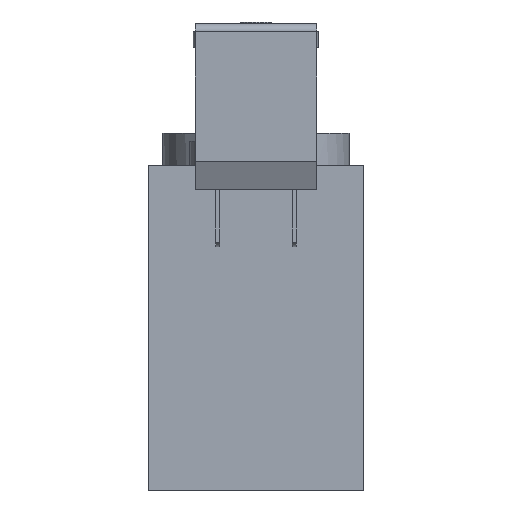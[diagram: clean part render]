
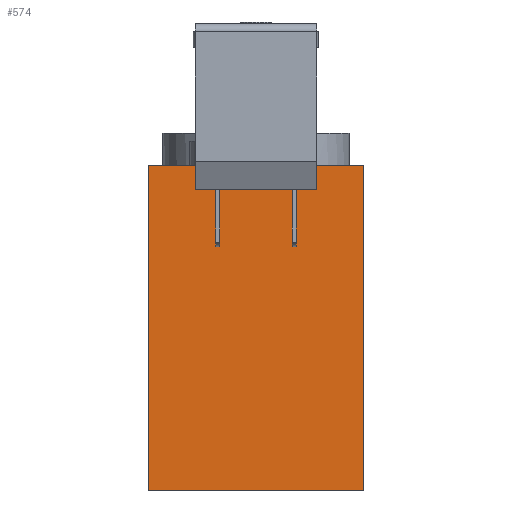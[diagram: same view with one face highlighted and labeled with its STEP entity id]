
A CAD part, left-side view. The second image highlights one B-rep face of the part: STEP entity #574.
In plain terms, the highlighted face is planar.
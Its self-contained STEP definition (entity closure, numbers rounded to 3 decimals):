
#273=CARTESIAN_POINT('',(61.5,20.5,7.5));
#274=VERTEX_POINT('',#273);
#291=CARTESIAN_POINT('',(61.5,20.,7.5));
#292=VERTEX_POINT('',#291);
#299=CARTESIAN_POINT('',(61.5,20.,7.5));
#300=DIRECTION('',(0.0,1.0,0.0));
#301=VECTOR('',#300,0.5);
#302=LINE('',#299,#301);
#303=EDGE_CURVE('',#292,#274,#302,.T.);
#344=CARTESIAN_POINT('',(61.5,20.5,-7.5));
#345=VERTEX_POINT('',#344);
#352=CARTESIAN_POINT('',(61.5,20.,-7.5));
#353=VERTEX_POINT('',#352);
#354=CARTESIAN_POINT('',(61.5,20.,-7.5));
#355=DIRECTION('',(0.0,1.0,0.0));
#356=VECTOR('',#355,0.5);
#357=LINE('',#354,#356);
#358=EDGE_CURVE('',#353,#345,#357,.T.);
#375=CARTESIAN_POINT('',(61.5,20.5,-7.5));
#376=DIRECTION('',(0.0,0.0,1.0));
#377=VECTOR('',#376,15.0);
#378=LINE('',#375,#377);
#379=EDGE_CURVE('',#345,#274,#378,.T.);
#410=CARTESIAN_POINT('',(61.5,20.,-13.25));
#411=VERTEX_POINT('',#410);
#412=CARTESIAN_POINT('',(61.5,20.,-7.5));
#413=DIRECTION('',(0.0,0.0,-1.0));
#414=VECTOR('',#413,5.75);
#415=LINE('',#412,#414);
#416=EDGE_CURVE('',#353,#411,#415,.T.);
#523=CARTESIAN_POINT('',(61.5,20.,13.25));
#524=VERTEX_POINT('',#523);
#531=CARTESIAN_POINT('',(61.5,20.,13.25));
#532=DIRECTION('',(0.0,0.0,-1.0));
#533=VECTOR('',#532,5.75);
#534=LINE('',#531,#533);
#535=EDGE_CURVE('',#524,#292,#534,.T.);
#540=CARTESIAN_POINT('',(61.5,0.0,0.));
#541=DIRECTION('',(1.0,0.0,0.0));
#542=DIRECTION('',(0.0,0.0,-1.0));
#543=AXIS2_PLACEMENT_3D('',#540,#541,#542);
#544=PLANE('',#543);
#545=ORIENTED_EDGE('',*,*,#535,.F.);
#546=CARTESIAN_POINT('',(61.5,-20.,13.25));
#547=VERTEX_POINT('',#546);
#548=CARTESIAN_POINT('',(61.5,-20.,13.25));
#549=DIRECTION('',(0.0,1.0,0.0));
#550=VECTOR('',#549,40.);
#551=LINE('',#548,#550);
#552=EDGE_CURVE('',#547,#524,#551,.T.);
#553=ORIENTED_EDGE('',*,*,#552,.F.);
#554=CARTESIAN_POINT('',(61.5,-20.,-13.25));
#555=VERTEX_POINT('',#554);
#556=CARTESIAN_POINT('',(61.5,-20.,-13.25));
#557=DIRECTION('',(0.0,0.0,1.0));
#558=VECTOR('',#557,26.5);
#559=LINE('',#556,#558);
#560=EDGE_CURVE('',#555,#547,#559,.T.);
#561=ORIENTED_EDGE('',*,*,#560,.F.);
#562=CARTESIAN_POINT('',(61.5,20.,-13.25));
#563=DIRECTION('',(0.0,-1.0,0.0));
#564=VECTOR('',#563,40.);
#565=LINE('',#562,#564);
#566=EDGE_CURVE('',#411,#555,#565,.T.);
#567=ORIENTED_EDGE('',*,*,#566,.F.);
#568=ORIENTED_EDGE('',*,*,#416,.F.);
#569=ORIENTED_EDGE('',*,*,#358,.T.);
#570=ORIENTED_EDGE('',*,*,#379,.T.);
#571=ORIENTED_EDGE('',*,*,#303,.F.);
#572=EDGE_LOOP('',(#545,#553,#561,#567,#568,#569,#570,#571));
#573=FACE_OUTER_BOUND('',#572,.T.);
#574=ADVANCED_FACE('',(#573),#544,.T.);
